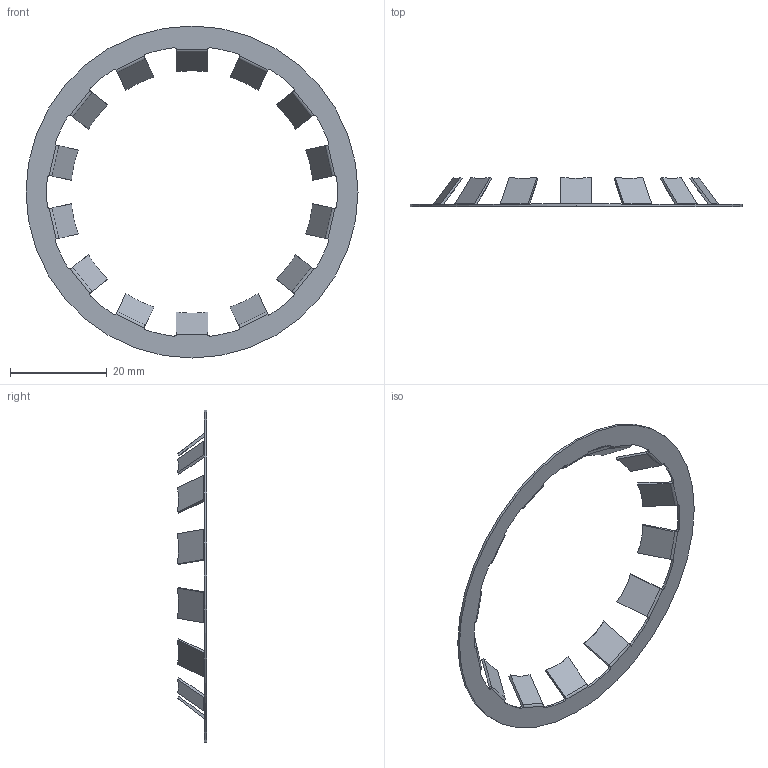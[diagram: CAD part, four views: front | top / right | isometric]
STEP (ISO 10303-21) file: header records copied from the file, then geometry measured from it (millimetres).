
FILE_DESCRIPTION (( 'STEP AP203' ), '1' );
FILE_NAME ('R216.050.000.STEP', '2015-06-09T11:44:51', ( '' ), ( '' ), 'SwSTEP 2.0', 'SolidWorks 2012', '' );
FILE_SCHEMA (( 'CONFIG_CONTROL_DESIGN' ));
Length unit declared in the file: millimetre
Products named in the file (1): R216.050.000
Bounding box: 68.5 x 6.08 x 68.5 mm (x, y, z)
Volume: 766.8 mm3; surface area: 3372.8 mm2
Topology: 1 solids, 1 shells, 190 faces, 452 edges, 264 vertices
Faces by surface type: plane 87, cylinder 75, bspline 28
Entity records: 5535 total; most frequent: CARTESIAN_POINT 1271, ORIENTED_EDGE 904, DIRECTION 872, EDGE_CURVE 452, AXIS2_PLACEMENT_3D 313, VERTEX_POINT 264, VECTOR 246, LINE 246
